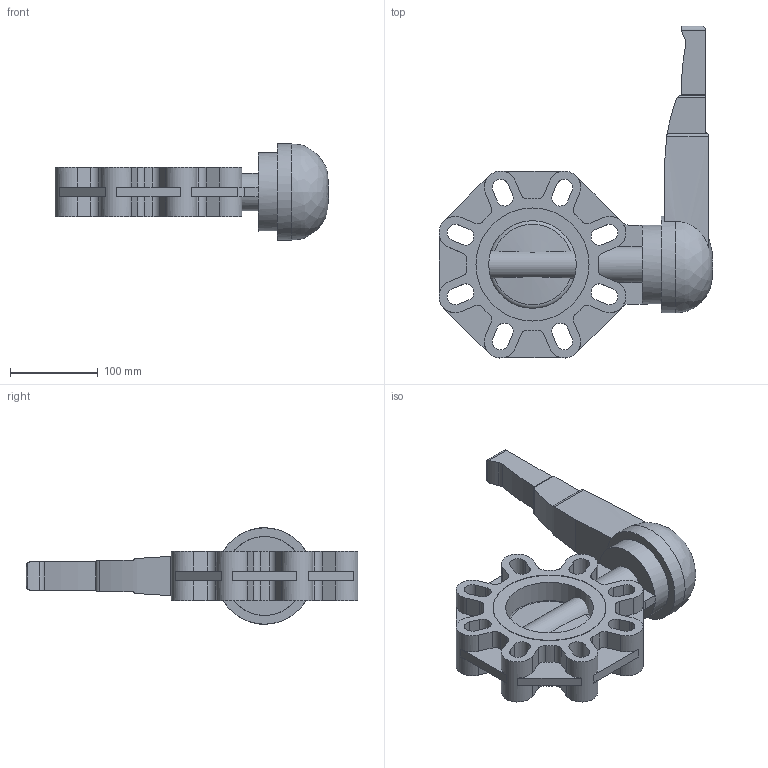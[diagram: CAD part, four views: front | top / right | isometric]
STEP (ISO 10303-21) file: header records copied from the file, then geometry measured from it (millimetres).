
FILE_DESCRIPTION(/* description */ (''),/* implementation_level */ '2;1');
FILE_NAME(/* name */ 'FKOVLM110E.iam.stp',/* time_stamp */ '2013-10-01T10:18:38+02:00',/* author */ ('bfaro'),/* organization */ (''),/* preprocessor_version */ 'ST-DEVELOPER v15.2',/* originating_system */ 'Autodesk Inventor 2014',/* authorisation */ '');
FILE_SCHEMA (('AUTOMOTIVE_DESIGN { 1 0 10303 214 3 1 1 }'));
Length unit declared in the file: millimetre
Products named in the file (5): Piastrina 40; Maniglia FK 90-110; cassa FK 110; Disco FE-FK 110; FKOVLM110E
Bounding box: 312.25 x 378.5 x 110 mm (x, y, z)
Volume: 2169613.8 mm3; surface area: 268717.6 mm2
Topology: 4 solids, 4 shells, 272 faces, 751 edges, 497 vertices
Faces by surface type: plane 143, cylinder 122, cone 4, torus 2, bspline 1
Full cylindrical faces by diameter (mm): 26.1 x1, 32 x1, 90 x1, 100 x1, 110 x1, 129 x2
Entity records: 9162 total; most frequent: CARTESIAN_POINT 1886, DIRECTION 1549, ORIENTED_EDGE 1486, EDGE_CURVE 742, AXIS2_PLACEMENT_3D 570, VERTEX_POINT 495, LINE 409, VECTOR 409
